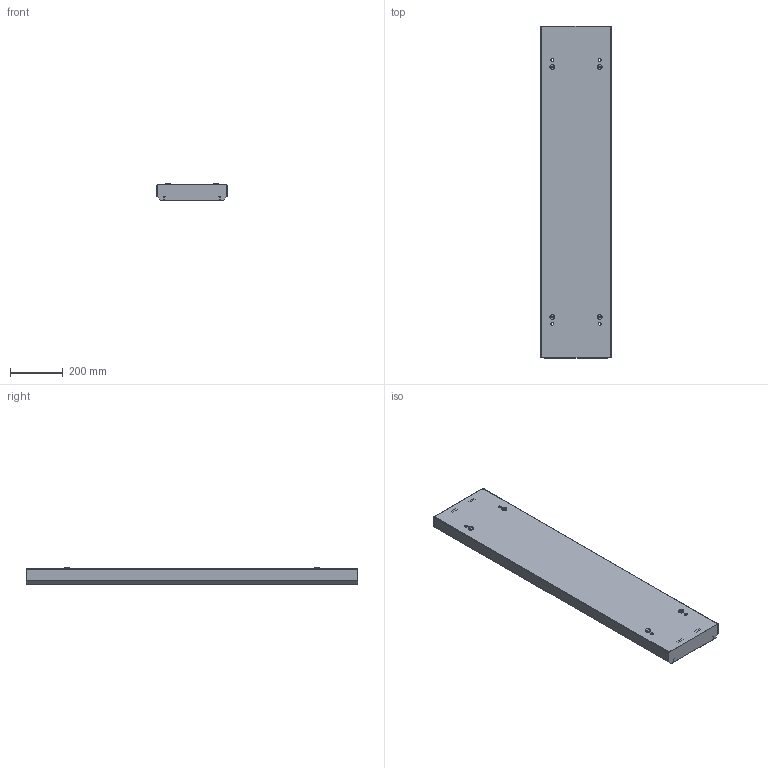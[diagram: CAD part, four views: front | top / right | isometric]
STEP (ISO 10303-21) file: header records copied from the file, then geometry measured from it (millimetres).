
FILE_DESCRIPTION(/* description */ (''),/* implementation_level */ '2;1');
FILE_NAME(/* name */ '720009.stp',/* time_stamp */ '2022-10-10T07:30:28+02:00',/* author */ ('aluteckkpl_am'),/* organization */ (''),/* preprocessor_version */ 'ST-DEVELOPER v18.1',/* originating_system */ 'Autodesk Inventor 2021',/* authorisation */ '');
FILE_SCHEMA (('CONFIG_CONTROL_DESIGN'));
Length unit declared in the file: millimetre
Products named in the file (4): 720009-ZP; 720009-1; 720009-2; 720009-3
Assembly tree (4 placements, depth 2):
  720009-ZP
    720009-1
    720009-2  x2
    720009-3
Bounding box: 266 x 1260 x 65 mm (x, y, z)
Volume: 1591531.5 mm3; surface area: 1917329.7 mm2
Topology: 4 solids, 4 shells, 507 faces, 1546 edges, 1004 vertices
Faces by surface type: plane 383, cylinder 124
Full cylindrical faces by diameter (mm): 2 x8, 11 x4, 18 x4, 25 x2
Entity records: 17623 total; most frequent: ORIENTED_EDGE 3062, CARTESIAN_POINT 3029, DIRECTION 2781, EDGE_CURVE 1531, LINE 1289, VECTOR 1289, VERTEX_POINT 994, AXIS2_PLACEMENT_3D 746
